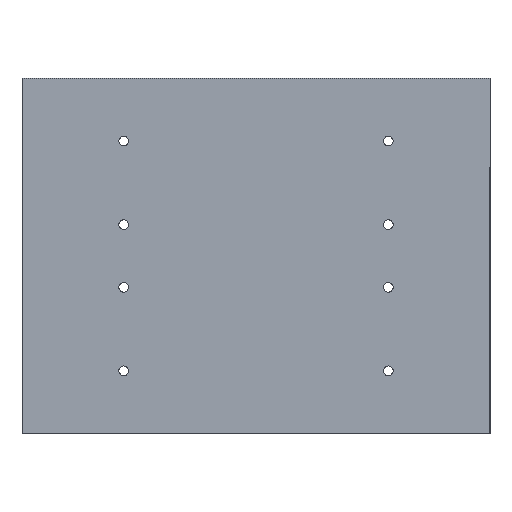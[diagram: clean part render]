
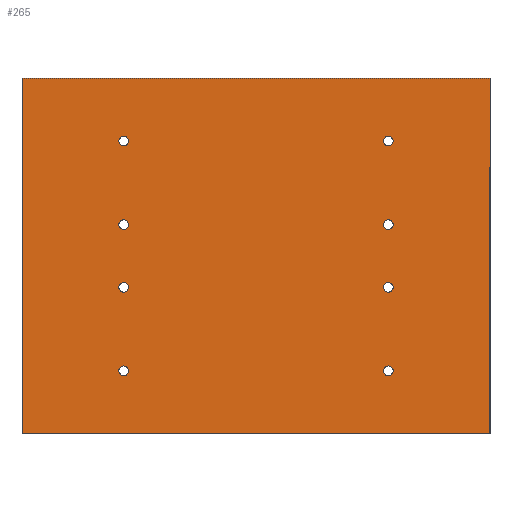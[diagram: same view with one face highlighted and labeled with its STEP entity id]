
A CAD part, front view. The second image highlights one B-rep face of the part: STEP entity #265.
In plain terms, the highlighted planar face has unit normal (0, -1, 0).
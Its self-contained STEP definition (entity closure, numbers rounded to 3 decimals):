
#15=LINE('',#417,#27);
#19=LINE('',#425,#31);
#22=LINE('',#431,#34);
#25=LINE('',#436,#37);
#27=VECTOR('',#351,58.);
#31=VECTOR('',#357,44.);
#34=VECTOR('',#362,58.);
#37=VECTOR('',#367,44.);
#43=PLANE('',#297);
#53=FACE_BOUND('',#104,.T.);
#54=FACE_BOUND('',#105,.T.);
#55=FACE_BOUND('',#106,.T.);
#56=FACE_BOUND('',#107,.T.);
#57=FACE_BOUND('',#108,.T.);
#58=FACE_BOUND('',#109,.T.);
#59=FACE_BOUND('',#110,.T.);
#60=FACE_BOUND('',#111,.T.);
#81=FACE_OUTER_BOUND('',#103,.T.);
#103=EDGE_LOOP('',(#221,#222,#223,#224));
#104=EDGE_LOOP('',(#225));
#105=EDGE_LOOP('',(#226));
#106=EDGE_LOOP('',(#227));
#107=EDGE_LOOP('',(#228));
#108=EDGE_LOOP('',(#229));
#109=EDGE_LOOP('',(#230));
#110=EDGE_LOOP('',(#231));
#111=EDGE_LOOP('',(#232));
#122=CIRCLE('',#271,0.6);
#124=CIRCLE('',#274,0.6);
#126=CIRCLE('',#277,0.6);
#128=CIRCLE('',#280,0.6);
#130=CIRCLE('',#283,0.6);
#132=CIRCLE('',#286,0.6);
#134=CIRCLE('',#289,0.6);
#136=CIRCLE('',#292,0.6);
#138=VERTEX_POINT('',#377);
#140=VERTEX_POINT('',#382);
#142=VERTEX_POINT('',#387);
#144=VERTEX_POINT('',#392);
#146=VERTEX_POINT('',#397);
#148=VERTEX_POINT('',#402);
#150=VERTEX_POINT('',#407);
#152=VERTEX_POINT('',#412);
#153=VERTEX_POINT('',#415);
#154=VERTEX_POINT('',#416);
#157=VERTEX_POINT('',#424);
#159=VERTEX_POINT('',#430);
#162=EDGE_CURVE('',#138,#138,#122,.T.);
#164=EDGE_CURVE('',#140,#140,#124,.T.);
#166=EDGE_CURVE('',#142,#142,#126,.T.);
#168=EDGE_CURVE('',#144,#144,#128,.T.);
#170=EDGE_CURVE('',#146,#146,#130,.T.);
#172=EDGE_CURVE('',#148,#148,#132,.T.);
#174=EDGE_CURVE('',#150,#150,#134,.T.);
#176=EDGE_CURVE('',#152,#152,#136,.T.);
#177=EDGE_CURVE('',#153,#154,#15,.T.);
#181=EDGE_CURVE('',#154,#157,#19,.T.);
#184=EDGE_CURVE('',#157,#159,#22,.T.);
#187=EDGE_CURVE('',#159,#153,#25,.T.);
#221=ORIENTED_EDGE('',*,*,#187,.T.);
#222=ORIENTED_EDGE('',*,*,#177,.T.);
#223=ORIENTED_EDGE('',*,*,#181,.T.);
#224=ORIENTED_EDGE('',*,*,#184,.T.);
#225=ORIENTED_EDGE('',*,*,#162,.T.);
#226=ORIENTED_EDGE('',*,*,#164,.T.);
#227=ORIENTED_EDGE('',*,*,#166,.T.);
#228=ORIENTED_EDGE('',*,*,#168,.T.);
#229=ORIENTED_EDGE('',*,*,#170,.T.);
#230=ORIENTED_EDGE('',*,*,#172,.T.);
#231=ORIENTED_EDGE('',*,*,#174,.T.);
#232=ORIENTED_EDGE('',*,*,#176,.T.);
#265=ADVANCED_FACE('',(#81,#53,#54,#55,#56,#57,#58,#59,#60),#43,.F.);
#271=AXIS2_PLACEMENT_3D('',#378,#305,#306);
#274=AXIS2_PLACEMENT_3D('',#383,#311,#312);
#277=AXIS2_PLACEMENT_3D('',#388,#317,#318);
#280=AXIS2_PLACEMENT_3D('',#393,#323,#324);
#283=AXIS2_PLACEMENT_3D('',#398,#329,#330);
#286=AXIS2_PLACEMENT_3D('',#403,#335,#336);
#289=AXIS2_PLACEMENT_3D('',#408,#341,#342);
#292=AXIS2_PLACEMENT_3D('',#413,#347,#348);
#297=AXIS2_PLACEMENT_3D('',#438,#369,#370);
#305=DIRECTION('center_axis',(0.,1.,0.));
#306=DIRECTION('ref_axis',(1.,0.,0.));
#311=DIRECTION('center_axis',(0.,1.,0.));
#312=DIRECTION('ref_axis',(1.,0.,0.));
#317=DIRECTION('center_axis',(0.,1.,0.));
#318=DIRECTION('ref_axis',(1.,0.,0.));
#323=DIRECTION('center_axis',(0.,1.,0.));
#324=DIRECTION('ref_axis',(1.,0.,0.));
#329=DIRECTION('center_axis',(0.,1.,0.));
#330=DIRECTION('ref_axis',(1.,0.,0.));
#335=DIRECTION('center_axis',(0.,1.,0.));
#336=DIRECTION('ref_axis',(1.,0.,0.));
#341=DIRECTION('center_axis',(0.,1.,0.));
#342=DIRECTION('ref_axis',(1.,0.,0.));
#347=DIRECTION('center_axis',(0.,1.,0.));
#348=DIRECTION('ref_axis',(1.,0.,0.));
#351=DIRECTION('',(1.,0.,0.));
#357=DIRECTION('',(0.,0.,1.));
#362=DIRECTION('',(-1.,0.,0.));
#367=DIRECTION('',(0.,0.,-1.));
#369=DIRECTION('center_axis',(0.,1.,0.));
#370=DIRECTION('ref_axis',(0.,0.,1.));
#377=CARTESIAN_POINT('',(-19.209,0.,-39.232));
#378=CARTESIAN_POINT('Origin',(-18.609,0.,-39.232));
#382=CARTESIAN_POINT('',(-19.209,0.,-28.88));
#383=CARTESIAN_POINT('Origin',(-18.609,0.,-28.88));
#387=CARTESIAN_POINT('',(-19.209,0.,-21.116));
#388=CARTESIAN_POINT('Origin',(-18.609,0.,-21.116));
#392=CARTESIAN_POINT('',(-19.209,0.,-10.764));
#393=CARTESIAN_POINT('Origin',(-18.609,0.,-10.764));
#397=CARTESIAN_POINT('',(-51.992,0.,-39.232));
#398=CARTESIAN_POINT('Origin',(-51.392,0.,-39.232));
#402=CARTESIAN_POINT('',(-51.992,0.,-28.88));
#403=CARTESIAN_POINT('Origin',(-51.392,0.,-28.88));
#407=CARTESIAN_POINT('',(-51.992,0.,-21.116));
#408=CARTESIAN_POINT('Origin',(-51.392,0.,-21.116));
#412=CARTESIAN_POINT('',(-51.992,0.,-10.764));
#413=CARTESIAN_POINT('Origin',(-51.392,0.,-10.764));
#415=CARTESIAN_POINT('',(-64.,0.,-47.));
#416=CARTESIAN_POINT('',(-6.,0.,-47.));
#417=CARTESIAN_POINT('',(-64.,0.,-47.));
#424=CARTESIAN_POINT('',(-6.,0.,-3.));
#425=CARTESIAN_POINT('',(-6.,0.,-47.));
#430=CARTESIAN_POINT('',(-64.,0.,-3.));
#431=CARTESIAN_POINT('',(-6.,0.,-3.));
#436=CARTESIAN_POINT('',(-64.,0.,-3.));
#438=CARTESIAN_POINT('Origin',(-35.,0.,-25.));
